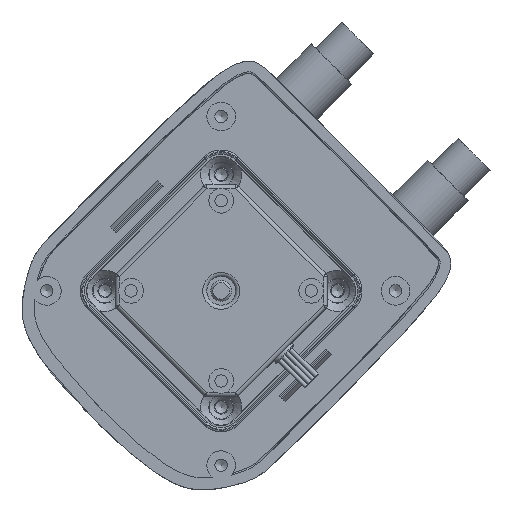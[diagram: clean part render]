
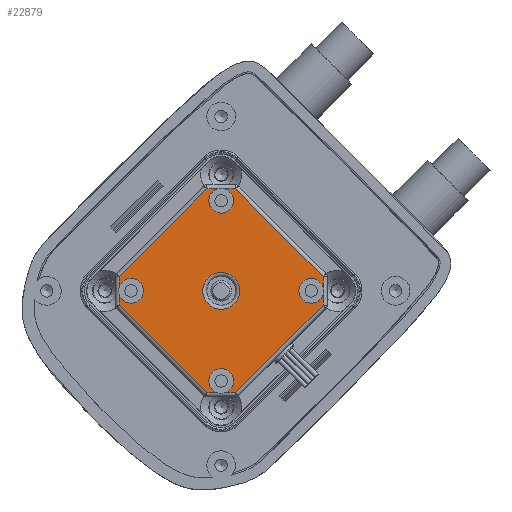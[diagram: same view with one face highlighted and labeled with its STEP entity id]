
A CAD part, front view. The second image highlights one B-rep face of the part: STEP entity #22879.
In plain terms, the highlighted face is planar.
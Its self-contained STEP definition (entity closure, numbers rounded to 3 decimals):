
#1315=FACE_BOUND('',#4381,.T.);
#1740=PLANE('',#24541);
#2936=FACE_OUTER_BOUND('',#4380,.T.);
#4380=EDGE_LOOP('',(#16968,#16969,#16970,#16971,#16972,#16973,#16974,#16975,
#16976,#16977,#16978,#16979,#16980,#16981,#16982,#16983));
#4381=EDGE_LOOP('',(#16984));
#5827=LINE('',#42308,#8377);
#5828=LINE('',#42310,#8378);
#5829=LINE('',#42312,#8379);
#5830=LINE('',#42316,#8380);
#5831=LINE('',#42318,#8381);
#5832=LINE('',#42320,#8382);
#5833=LINE('',#42324,#8383);
#5834=LINE('',#42326,#8384);
#5835=LINE('',#42328,#8385);
#5836=LINE('',#42332,#8386);
#5837=LINE('',#42334,#8387);
#5838=LINE('',#42336,#8388);
#8377=VECTOR('',#26740,10.);
#8378=VECTOR('',#26741,10.);
#8379=VECTOR('',#26742,10.);
#8380=VECTOR('',#26745,10.);
#8381=VECTOR('',#26746,10.);
#8382=VECTOR('',#26747,10.);
#8383=VECTOR('',#26750,10.);
#8384=VECTOR('',#26751,10.);
#8385=VECTOR('',#26752,10.);
#8386=VECTOR('',#26755,10.);
#8387=VECTOR('',#26756,10.);
#8388=VECTOR('',#26757,10.);
#10970=CIRCLE('',#24540,4.5);
#10971=CIRCLE('',#24542,3.);
#10972=CIRCLE('',#24543,3.);
#10973=CIRCLE('',#24544,3.);
#10974=CIRCLE('',#24545,3.);
#11427=VERTEX_POINT('',#42303);
#11428=VERTEX_POINT('',#42306);
#11429=VERTEX_POINT('',#42307);
#11430=VERTEX_POINT('',#42309);
#11431=VERTEX_POINT('',#42311);
#11432=VERTEX_POINT('',#42313);
#11433=VERTEX_POINT('',#42315);
#11434=VERTEX_POINT('',#42317);
#11435=VERTEX_POINT('',#42319);
#11436=VERTEX_POINT('',#42321);
#11437=VERTEX_POINT('',#42323);
#11438=VERTEX_POINT('',#42325);
#11439=VERTEX_POINT('',#42327);
#11440=VERTEX_POINT('',#42329);
#11441=VERTEX_POINT('',#42331);
#11442=VERTEX_POINT('',#42333);
#11443=VERTEX_POINT('',#42335);
#13479=EDGE_CURVE('',#11427,#11427,#10970,.T.);
#13480=EDGE_CURVE('',#11428,#11429,#5827,.T.);
#13481=EDGE_CURVE('',#11430,#11428,#5828,.T.);
#13482=EDGE_CURVE('',#11431,#11430,#5829,.T.);
#13483=EDGE_CURVE('',#11431,#11432,#10971,.T.);
#13484=EDGE_CURVE('',#11433,#11432,#5830,.T.);
#13485=EDGE_CURVE('',#11434,#11433,#5831,.T.);
#13486=EDGE_CURVE('',#11435,#11434,#5832,.T.);
#13487=EDGE_CURVE('',#11435,#11436,#10972,.T.);
#13488=EDGE_CURVE('',#11437,#11436,#5833,.T.);
#13489=EDGE_CURVE('',#11438,#11437,#5834,.T.);
#13490=EDGE_CURVE('',#11439,#11438,#5835,.T.);
#13491=EDGE_CURVE('',#11439,#11440,#10973,.T.);
#13492=EDGE_CURVE('',#11441,#11440,#5836,.T.);
#13493=EDGE_CURVE('',#11442,#11441,#5837,.T.);
#13494=EDGE_CURVE('',#11443,#11442,#5838,.T.);
#13495=EDGE_CURVE('',#11443,#11429,#10974,.T.);
#16968=ORIENTED_EDGE('',*,*,#13480,.F.);
#16969=ORIENTED_EDGE('',*,*,#13481,.F.);
#16970=ORIENTED_EDGE('',*,*,#13482,.F.);
#16971=ORIENTED_EDGE('',*,*,#13483,.T.);
#16972=ORIENTED_EDGE('',*,*,#13484,.F.);
#16973=ORIENTED_EDGE('',*,*,#13485,.F.);
#16974=ORIENTED_EDGE('',*,*,#13486,.F.);
#16975=ORIENTED_EDGE('',*,*,#13487,.T.);
#16976=ORIENTED_EDGE('',*,*,#13488,.F.);
#16977=ORIENTED_EDGE('',*,*,#13489,.F.);
#16978=ORIENTED_EDGE('',*,*,#13490,.F.);
#16979=ORIENTED_EDGE('',*,*,#13491,.T.);
#16980=ORIENTED_EDGE('',*,*,#13492,.F.);
#16981=ORIENTED_EDGE('',*,*,#13493,.F.);
#16982=ORIENTED_EDGE('',*,*,#13494,.F.);
#16983=ORIENTED_EDGE('',*,*,#13495,.T.);
#16984=ORIENTED_EDGE('',*,*,#13479,.F.);
#22879=ADVANCED_FACE('',(#2936,#1315),#1740,.F.);
#24540=AXIS2_PLACEMENT_3D('',#42304,#26736,#26737);
#24541=AXIS2_PLACEMENT_3D('',#42305,#26738,#26739);
#24542=AXIS2_PLACEMENT_3D('',#42314,#26743,#26744);
#24543=AXIS2_PLACEMENT_3D('',#42322,#26748,#26749);
#24544=AXIS2_PLACEMENT_3D('',#42330,#26753,#26754);
#24545=AXIS2_PLACEMENT_3D('',#42337,#26758,#26759);
#26736=DIRECTION('center_axis',(0.,0.,-1.));
#26737=DIRECTION('ref_axis',(-1.,0.,0.));
#26738=DIRECTION('center_axis',(0.,0.,1.));
#26739=DIRECTION('ref_axis',(1.,0.,0.));
#26740=DIRECTION('',(-0.707,-0.707,0.));
#26741=DIRECTION('',(-1.,0.,0.));
#26742=DIRECTION('',(-0.707,0.707,0.));
#26743=DIRECTION('center_axis',(0.,0.,1.));
#26744=DIRECTION('ref_axis',(-1.,0.,0.));
#26745=DIRECTION('',(-0.707,0.707,0.));
#26746=DIRECTION('',(0.,1.,0.));
#26747=DIRECTION('',(0.707,0.707,0.));
#26748=DIRECTION('center_axis',(0.,0.,1.));
#26749=DIRECTION('ref_axis',(-1.,0.,0.));
#26750=DIRECTION('',(0.707,0.707,0.));
#26751=DIRECTION('',(1.,0.,0.));
#26752=DIRECTION('',(0.707,-0.707,0.));
#26753=DIRECTION('center_axis',(0.,0.,1.));
#26754=DIRECTION('ref_axis',(-1.,0.,0.));
#26755=DIRECTION('',(0.707,-0.707,0.));
#26756=DIRECTION('',(0.,-1.,0.));
#26757=DIRECTION('',(-0.707,-0.707,0.));
#26758=DIRECTION('center_axis',(0.,0.,1.));
#26759=DIRECTION('ref_axis',(-1.,0.,0.));
#42303=CARTESIAN_POINT('',(4.5,0.,-48.));
#42304=CARTESIAN_POINT('Origin',(0.,0.,-48.));
#42305=CARTESIAN_POINT('Origin',(0.,0.,
-48.));
#42306=CARTESIAN_POINT('',(-15.086,20.,-48.));
#42307=CARTESIAN_POINT('',(-16.971,18.114,-48.));
#42308=CARTESIAN_POINT('',(-16.168,18.918,-48.));
#42309=CARTESIAN_POINT('',(15.086,20.,-48.));
#42310=CARTESIAN_POINT('',(7.75,20.,-48.));
#42311=CARTESIAN_POINT('',(16.971,18.114,-48.));
#42312=CARTESIAN_POINT('',(18.918,16.168,-48.));
#42313=CARTESIAN_POINT('',(18.114,16.971,-48.));
#42314=CARTESIAN_POINT('Origin',(15.5,15.5,-48.));
#42315=CARTESIAN_POINT('',(20.,15.086,-48.));
#42316=CARTESIAN_POINT('',(18.918,16.168,-48.));
#42317=CARTESIAN_POINT('',(20.,-15.086,-48.));
#42318=CARTESIAN_POINT('',(20.,-7.75,-48.));
#42319=CARTESIAN_POINT('',(18.114,-16.971,-48.));
#42320=CARTESIAN_POINT('',(16.168,-18.918,-48.));
#42321=CARTESIAN_POINT('',(16.971,-18.114,-48.));
#42322=CARTESIAN_POINT('Origin',(15.5,-15.5,-48.));
#42323=CARTESIAN_POINT('',(15.086,-20.,-48.));
#42324=CARTESIAN_POINT('',(16.168,-18.918,-48.));
#42325=CARTESIAN_POINT('',(-15.086,-20.,-48.));
#42326=CARTESIAN_POINT('',(-7.75,-20.,-48.));
#42327=CARTESIAN_POINT('',(-16.971,-18.114,-48.));
#42328=CARTESIAN_POINT('',(-18.918,-16.168,-48.));
#42329=CARTESIAN_POINT('',(-18.114,-16.971,-48.));
#42330=CARTESIAN_POINT('Origin',(-15.5,-15.5,-48.));
#42331=CARTESIAN_POINT('',(-20.,-15.086,-48.));
#42332=CARTESIAN_POINT('',(-18.918,-16.168,-48.));
#42333=CARTESIAN_POINT('',(-20.,15.086,-48.));
#42334=CARTESIAN_POINT('',(-20.,7.75,-48.));
#42335=CARTESIAN_POINT('',(-18.114,16.971,-48.));
#42336=CARTESIAN_POINT('',(-16.168,18.918,-48.));
#42337=CARTESIAN_POINT('Origin',(-15.5,15.5,-48.));
